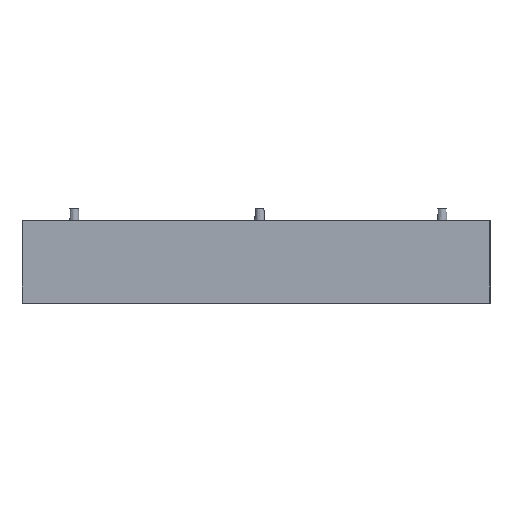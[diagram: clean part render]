
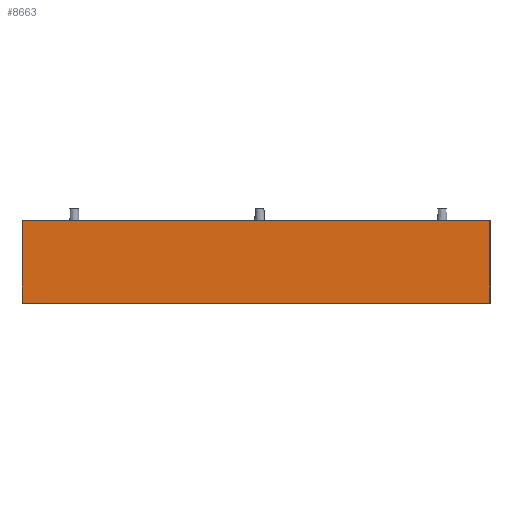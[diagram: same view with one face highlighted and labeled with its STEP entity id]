
A CAD part, left-side view. The second image highlights one B-rep face of the part: STEP entity #8663.
In plain terms, the highlighted planar face has unit normal (-1, 0, 0).
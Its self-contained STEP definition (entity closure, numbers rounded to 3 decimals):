
#1600=FACE_OUTER_BOUND('',#1976,.T.);
#1976=EDGE_LOOP('',(#6300,#6301,#6302,#6303));
#2287=LINE('',#12755,#2569);
#2306=LINE('',#19936,#2588);
#2310=LINE('',#19943,#2592);
#2311=LINE('',#19944,#2593);
#2569=VECTOR('',#9653,10.);
#2588=VECTOR('',#9766,10.);
#2592=VECTOR('',#9772,10.);
#2593=VECTOR('',#9773,10.);
#2956=VERTEX_POINT('',#12752);
#2957=VERTEX_POINT('',#12754);
#3199=VERTEX_POINT('',#19934);
#3200=VERTEX_POINT('',#19935);
#4172=EDGE_CURVE('',#2957,#2956,#2287,.T.);
#4493=EDGE_CURVE('',#3199,#3200,#2306,.T.);
#4497=EDGE_CURVE('',#2956,#3200,#2310,.T.);
#4498=EDGE_CURVE('',#2957,#3199,#2311,.T.);
#6300=ORIENTED_EDGE('',*,*,#4497,.T.);
#6301=ORIENTED_EDGE('',*,*,#4493,.F.);
#6302=ORIENTED_EDGE('',*,*,#4498,.F.);
#6303=ORIENTED_EDGE('',*,*,#4172,.T.);
#8410=PLANE('',#9069);
#8663=ADVANCED_FACE('',(#1600),#8410,.T.);
#9069=AXIS2_PLACEMENT_3D('',#19942,#9770,#9771);
#9653=DIRECTION('',(0.,1.,0.));
#9766=DIRECTION('',(0.,1.,0.));
#9770=DIRECTION('center_axis',(-1.,0.,0.));
#9771=DIRECTION('ref_axis',(0.,1.,0.));
#9772=DIRECTION('',(0.,0.,-1.));
#9773=DIRECTION('',(0.,0.,-1.));
#12752=CARTESIAN_POINT('',(-108.071,71.831,-6.784));
#12754=CARTESIAN_POINT('',(-108.071,-69.625,-6.784));
#12755=CARTESIAN_POINT('',(-108.071,-34.812,-6.784));
#19934=CARTESIAN_POINT('',(-108.071,-69.625,-31.784));
#19935=CARTESIAN_POINT('',(-108.071,71.831,-31.784));
#19936=CARTESIAN_POINT('',(-108.071,36.467,-31.784));
#19942=CARTESIAN_POINT('Origin',(-108.071,-69.625,3.216));
#19943=CARTESIAN_POINT('',(-108.071,71.831,3.216));
#19944=CARTESIAN_POINT('',(-108.071,-69.625,3.216));
